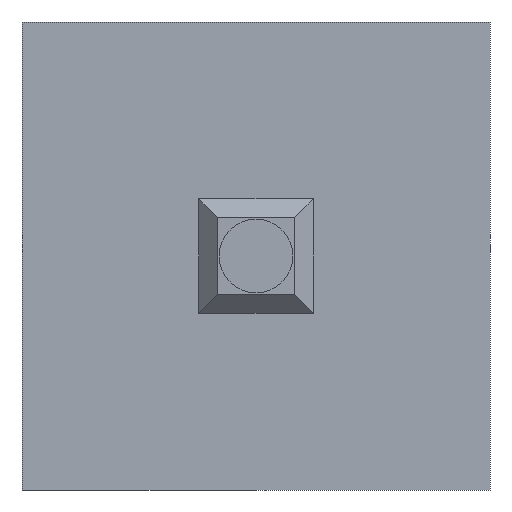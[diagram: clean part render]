
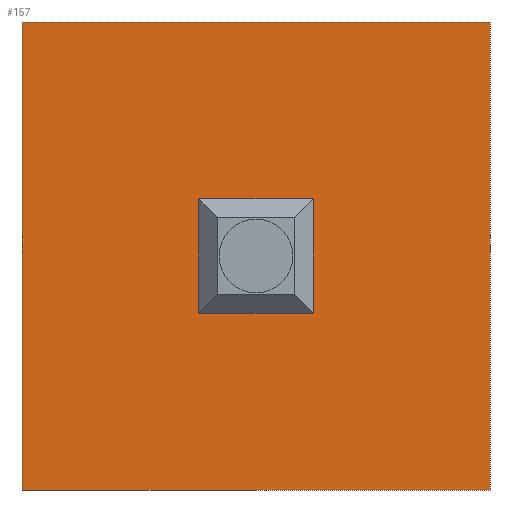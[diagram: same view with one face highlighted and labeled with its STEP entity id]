
A CAD part, front view. The second image highlights one B-rep face of the part: STEP entity #157.
In plain terms, the highlighted planar face has unit normal (0, -1, 0).
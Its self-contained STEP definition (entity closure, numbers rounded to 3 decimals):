
#157=ADVANCED_FACE('',(#373,#375),#377,.F.);
#373=FACE_BOUND('',#374,.T.);
#374=EDGE_LOOP('',(#522,#523,#524,#525));
#375=FACE_BOUND('',#376,.T.);
#376=EDGE_LOOP('',(#526,#527,#528,#529));
#377=PLANE('',#378);
#378=AXIS2_PLACEMENT_3D('',#379,#380,#381);
#379=CARTESIAN_POINT('',(0.,0.,0.));
#380=DIRECTION('',(-0.,1.,0.));
#381=DIRECTION('',(1.,0.,0.));
#522=ORIENTED_EDGE('',*,*,#612,.F.);
#523=ORIENTED_EDGE('',*,*,#613,.F.);
#524=ORIENTED_EDGE('',*,*,#614,.F.);
#525=ORIENTED_EDGE('',*,*,#615,.F.);
#526=ORIENTED_EDGE('',*,*,#611,.F.);
#527=ORIENTED_EDGE('',*,*,#609,.F.);
#528=ORIENTED_EDGE('',*,*,#607,.F.);
#529=ORIENTED_EDGE('',*,*,#605,.F.);
#605=EDGE_CURVE('',#668,#670,#671,.F.);
#607=EDGE_CURVE('',#670,#673,#674,.F.);
#609=EDGE_CURVE('',#673,#676,#677,.F.);
#611=EDGE_CURVE('',#676,#668,#679,.F.);
#612=EDGE_CURVE('',#680,#681,#682,.T.);
#613=EDGE_CURVE('',#683,#680,#684,.T.);
#614=EDGE_CURVE('',#685,#683,#686,.T.);
#615=EDGE_CURVE('',#681,#685,#687,.T.);
#668=VERTEX_POINT('',#786);
#670=VERTEX_POINT('',#790);
#671=LINE('',#791,#792);
#673=VERTEX_POINT('',#797);
#674=LINE('',#798,#799);
#676=VERTEX_POINT('',#804);
#677=LINE('',#805,#806);
#679=LINE('',#811,#812);
#680=VERTEX_POINT('',#814);
#681=VERTEX_POINT('',#815);
#682=LINE('',#816,#817);
#683=VERTEX_POINT('',#819);
#684=LINE('',#820,#821);
#685=VERTEX_POINT('',#823);
#686=LINE('',#824,#825);
#687=LINE('',#827,#828);
#786=CARTESIAN_POINT('',(0.96,0.,-1.58));
#790=CARTESIAN_POINT('',(1.58,0.,-1.58));
#791=CARTESIAN_POINT('',(1.58,0.,-1.58));
#792=VECTOR('',#793,1.);
#793=DIRECTION('',(-1.,0.,0.));
#797=CARTESIAN_POINT('',(1.58,0.,-0.96));
#798=CARTESIAN_POINT('',(1.58,0.,-0.96));
#799=VECTOR('',#800,1.);
#800=DIRECTION('',(0.,0.,-1.));
#804=CARTESIAN_POINT('',(0.96,0.,-0.96));
#805=CARTESIAN_POINT('',(0.96,0.,-0.96));
#806=VECTOR('',#807,1.);
#807=DIRECTION('',(1.,0.,0.));
#811=CARTESIAN_POINT('',(0.96,0.,-1.58));
#812=VECTOR('',#813,1.);
#813=DIRECTION('',(0.,0.,1.));
#814=CARTESIAN_POINT('',(2.54,0.,-2.54));
#815=CARTESIAN_POINT('',(0.,0.,-2.54));
#816=CARTESIAN_POINT('',(2.54,0.,-2.54));
#817=VECTOR('',#818,1.);
#818=DIRECTION('',(-1.,0.,0.));
#819=CARTESIAN_POINT('',(2.54,0.,0.));
#820=CARTESIAN_POINT('',(2.54,0.,0.));
#821=VECTOR('',#822,1.);
#822=DIRECTION('',(0.,0.,-1.));
#823=CARTESIAN_POINT('',(0.,0.,0.));
#824=CARTESIAN_POINT('',(0.,0.,0.));
#825=VECTOR('',#826,1.);
#826=DIRECTION('',(1.,0.,0.));
#827=CARTESIAN_POINT('',(0.,0.,-2.54));
#828=VECTOR('',#829,1.);
#829=DIRECTION('',(0.,0.,1.));
